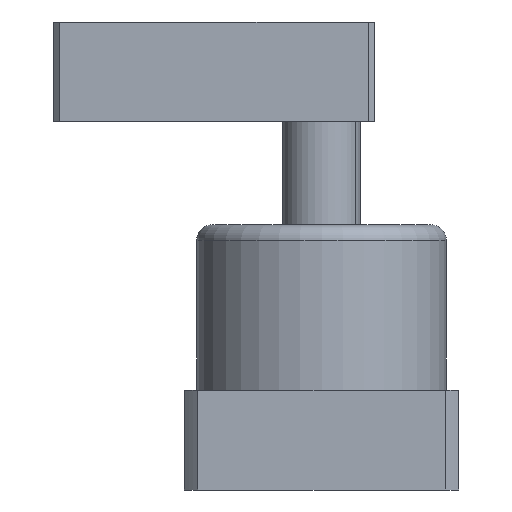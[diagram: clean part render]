
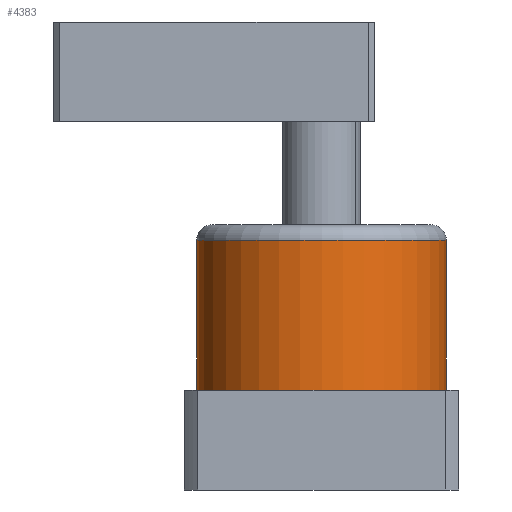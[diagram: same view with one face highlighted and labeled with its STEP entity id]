
A CAD part, front view. The second image highlights one B-rep face of the part: STEP entity #4383.
In plain terms, the highlighted cylindrical face has radius 40 mm (diameter 80 mm), a partial arc.
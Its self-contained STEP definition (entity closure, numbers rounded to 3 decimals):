
#265 = AXIS2_PLACEMENT_3D ( 'NONE', #2887, #2888, #2889 ) ;
#266 = AXIS2_PLACEMENT_3D ( 'NONE', #2904, #2905, #2906 ) ;
#392 = ORIENTED_EDGE ( 'NONE', *, *, #514, .F. ) ;
#393 = ORIENTED_EDGE ( 'NONE', *, *, #712, .T. ) ;
#394 = ORIENTED_EDGE ( 'NONE', *, *, #515, .T. ) ;
#395 = ORIENTED_EDGE ( 'NONE', *, *, #703, .T. ) ;
#514 = EDGE_CURVE ( 'NONE', #3279, #3315, #3621, .T. ) ;
#515 = EDGE_CURVE ( 'NONE', #3283, #3319, #3624, .T. ) ;
#703 = EDGE_CURVE ( 'NONE', #3319, #3315, #4710, .T. ) ;
#712 = EDGE_CURVE ( 'NONE', #3279, #3283, #4726, .T. ) ;
#1587 = CARTESIAN_POINT ( 'NONE',  ( 40., 0., 85. ) ) ;
#1593 = DIRECTION ( 'NONE',  ( 0., 0., -1. ) ) ;
#1594 = CARTESIAN_POINT ( 'NONE',  ( -40., 0., 85. ) ) ;
#1596 = DIRECTION ( 'NONE',  ( 0., 0., -1. ) ) ;
#1818 = CARTESIAN_POINT ( 'NONE',  ( 40., 0., 80. ) ) ;
#1822 = CARTESIAN_POINT ( 'NONE',  ( -40., 0., 80. ) ) ;
#1854 = CARTESIAN_POINT ( 'NONE',  ( 40., 0., 32. ) ) ;
#1858 = CARTESIAN_POINT ( 'NONE',  ( -40., 0., 32. ) ) ;
#2887 = CARTESIAN_POINT ( 'NONE',  ( 0., 0., 32. ) ) ;
#2888 = DIRECTION ( 'NONE',  ( 0., 0., 1. ) ) ;
#2889 = DIRECTION ( 'NONE',  ( 1., 0., 0. ) ) ;
#2904 = CARTESIAN_POINT ( 'NONE',  ( 0., 0., 80. ) ) ;
#2905 = DIRECTION ( 'NONE',  ( 0., 0., -1. ) ) ;
#2906 = DIRECTION ( 'NONE',  ( 1., 0., 0. ) ) ;
#2952 = AXIS2_PLACEMENT_3D ( 'NONE', #3850, #3848, #3844 ) ;
#3279 = VERTEX_POINT ( 'NONE', #1818 ) ;
#3283 = VERTEX_POINT ( 'NONE', #1822 ) ;
#3315 = VERTEX_POINT ( 'NONE', #1854 ) ;
#3319 = VERTEX_POINT ( 'NONE', #1858 ) ;
#3474 = EDGE_LOOP ( 'NONE', ( #392, #393, #394, #395 ) ) ;
#3621 = LINE ( 'NONE', #1587, #3625 ) ;
#3624 = LINE ( 'NONE', #1594, #3627 ) ;
#3625 = VECTOR ( 'NONE', #1593, 1000. ) ;
#3627 = VECTOR ( 'NONE', #1596, 1000. ) ;
#3844 = DIRECTION ( 'NONE',  ( -1., 0., 0. ) ) ;
#3848 = DIRECTION ( 'NONE',  ( 0., 0., -1. ) ) ;
#3850 = CARTESIAN_POINT ( 'NONE',  ( 0., 0., 85. ) ) ;
#4383 = ADVANCED_FACE ( 'NONE', ( #5008 ), #5012, .T. ) ;
#4710 = CIRCLE ( 'NONE', #265, 40. ) ;
#4726 = CIRCLE ( 'NONE', #266, 40. ) ;
#5008 = FACE_OUTER_BOUND ( 'NONE', #3474, .T. ) ;
#5012 = CYLINDRICAL_SURFACE ( 'NONE', #2952, 40. ) ;
